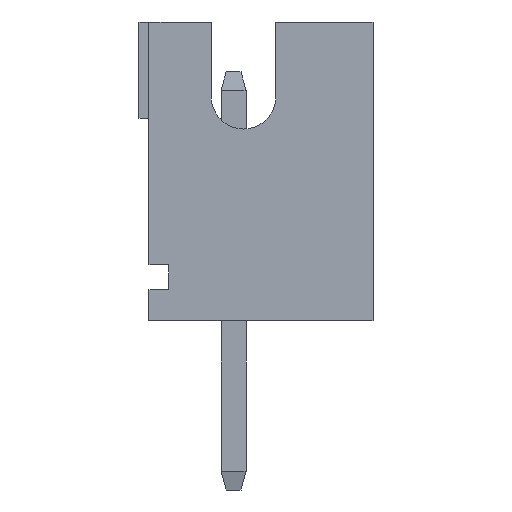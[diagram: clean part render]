
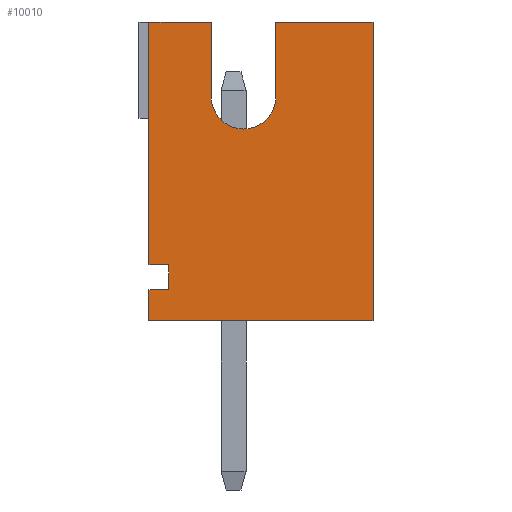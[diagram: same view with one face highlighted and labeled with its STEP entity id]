
A CAD part, left-side view. The second image highlights one B-rep face of the part: STEP entity #10010.
In plain terms, the highlighted planar face has unit normal (-1, 0, 0).
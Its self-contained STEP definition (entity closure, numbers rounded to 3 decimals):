
#19=CIRCLE('',#10539,0.65);
#343=FACE_OUTER_BOUND('',#918,.T.);
#918=EDGE_LOOP('',(#7596,#7597,#7598,#7599,#7600,#7601,#7602,#7603,#7604,
#7605,#7606,#7607));
#1451=LINE('',#13777,#2779);
#1527=LINE('',#13933,#2855);
#1929=LINE('',#14737,#3257);
#1965=LINE('',#14811,#3293);
#1966=LINE('',#14814,#3294);
#1982=LINE('',#14845,#3310);
#1984=LINE('',#14850,#3312);
#1991=LINE('',#14866,#3319);
#1993=LINE('',#14869,#3321);
#1995=LINE('',#14873,#3323);
#2052=LINE('',#14988,#3380);
#2779=VECTOR('',#11294,6.);
#2855=VECTOR('',#11386,4.875);
#3257=VECTOR('',#12044,1.25);
#3293=VECTOR('',#12114,1.95);
#3294=VECTOR('',#12117,4.5);
#3310=VECTOR('',#12151,1.5);
#3312=VECTOR('',#12155,1.5);
#3319=VECTOR('',#12176,0.5);
#3321=VECTOR('',#12180,0.4);
#3323=VECTOR('',#12184,0.4);
#3380=VECTOR('',#12245,0.625);
#4017=VERTEX_POINT('',#13774);
#4018=VERTEX_POINT('',#13776);
#4089=VERTEX_POINT('',#13930);
#4090=VERTEX_POINT('',#13932);
#4364=VERTEX_POINT('',#14736);
#4385=VERTEX_POINT('',#14809);
#4386=VERTEX_POINT('',#14813);
#4392=VERTEX_POINT('',#14843);
#4394=VERTEX_POINT('',#14849);
#4395=VERTEX_POINT('',#14863);
#4396=VERTEX_POINT('',#14865);
#4397=VERTEX_POINT('',#14871);
#4958=EDGE_CURVE('',#4018,#4017,#1451,.T.);
#5034=EDGE_CURVE('',#4089,#4090,#1527,.T.);
#5436=EDGE_CURVE('',#4090,#4364,#1929,.T.);
#5474=EDGE_CURVE('',#4385,#4017,#1965,.T.);
#5475=EDGE_CURVE('',#4386,#4018,#1966,.T.);
#5491=EDGE_CURVE('',#4385,#4392,#1982,.T.);
#5493=EDGE_CURVE('',#4394,#4364,#1984,.T.);
#5496=EDGE_CURVE('',#4392,#4394,#19,.T.);
#5502=EDGE_CURVE('',#4396,#4395,#1991,.T.);
#5504=EDGE_CURVE('',#4089,#4396,#1993,.T.);
#5506=EDGE_CURVE('',#4395,#4397,#1995,.T.);
#5563=EDGE_CURVE('',#4386,#4397,#2052,.T.);
#7596=ORIENTED_EDGE('',*,*,#5493,.T.);
#7597=ORIENTED_EDGE('',*,*,#5436,.F.);
#7598=ORIENTED_EDGE('',*,*,#5034,.F.);
#7599=ORIENTED_EDGE('',*,*,#5504,.T.);
#7600=ORIENTED_EDGE('',*,*,#5502,.T.);
#7601=ORIENTED_EDGE('',*,*,#5506,.T.);
#7602=ORIENTED_EDGE('',*,*,#5563,.F.);
#7603=ORIENTED_EDGE('',*,*,#5475,.T.);
#7604=ORIENTED_EDGE('',*,*,#4958,.T.);
#7605=ORIENTED_EDGE('',*,*,#5474,.F.);
#7606=ORIENTED_EDGE('',*,*,#5491,.T.);
#7607=ORIENTED_EDGE('',*,*,#5496,.T.);
#8951=PLANE('',#10547);
#10010=ADVANCED_FACE('',(#343),#8951,.T.);
#10539=AXIS2_PLACEMENT_3D('',#14854,#12161,#12162);
#10547=AXIS2_PLACEMENT_3D('',#14987,#12243,#12244);
#11294=DIRECTION('',(0.,0.,1.));
#11386=DIRECTION('',(0.,0.,1.));
#12044=DIRECTION('',(0.,-1.,0.));
#12114=DIRECTION('',(0.,-1.,0.));
#12117=DIRECTION('',(0.,-1.,0.));
#12151=DIRECTION('',(0.,0.,-1.));
#12155=DIRECTION('',(0.,0.,1.));
#12161=DIRECTION('center_axis',(1.,0.,0.));
#12162=DIRECTION('ref_axis',(0.,-1.,0.));
#12176=DIRECTION('',(0.,0.,-1.));
#12180=DIRECTION('',(0.,-1.,0.));
#12184=DIRECTION('',(0.,1.,0.));
#12243=DIRECTION('center_axis',(-1.,0.,0.));
#12244=DIRECTION('ref_axis',(0.,-1.,0.));
#12245=DIRECTION('',(0.,0.,1.));
#13774=CARTESIAN_POINT('',(-14.95,-2.8,6.));
#13776=CARTESIAN_POINT('',(-14.95,-2.8,0.));
#13777=CARTESIAN_POINT('',(-14.95,-2.8,0.225));
#13930=CARTESIAN_POINT('',(-14.95,1.7,1.125));
#13932=CARTESIAN_POINT('',(-14.95,1.7,6.));
#13933=CARTESIAN_POINT('',(-14.95,1.7,0.3));
#14736=CARTESIAN_POINT('',(-14.95,0.45,6.));
#14737=CARTESIAN_POINT('',(-14.95,1.7,6.));
#14809=CARTESIAN_POINT('',(-14.95,-0.85,6.));
#14811=CARTESIAN_POINT('',(-14.95,1.7,6.));
#14813=CARTESIAN_POINT('',(-14.95,1.7,0.));
#14814=CARTESIAN_POINT('',(-14.95,1.7,0.));
#14843=CARTESIAN_POINT('',(-14.95,-0.85,4.5));
#14845=CARTESIAN_POINT('',(-14.95,-0.85,3.15));
#14849=CARTESIAN_POINT('',(-14.95,0.45,4.5));
#14850=CARTESIAN_POINT('',(-14.95,0.45,2.4));
#14854=CARTESIAN_POINT('Origin',(-14.95,-0.2,4.5));
#14863=CARTESIAN_POINT('',(-14.95,1.3,0.625));
#14865=CARTESIAN_POINT('',(-14.95,1.3,1.125));
#14866=CARTESIAN_POINT('',(-14.95,1.3,0.713));
#14869=CARTESIAN_POINT('',(-14.95,1.7,1.125));
#14871=CARTESIAN_POINT('',(-14.95,1.7,0.625));
#14873=CARTESIAN_POINT('',(-14.95,1.5,0.625));
#14987=CARTESIAN_POINT('Origin',(-14.95,1.7,0.3));
#14988=CARTESIAN_POINT('',(-14.95,1.7,0.));
